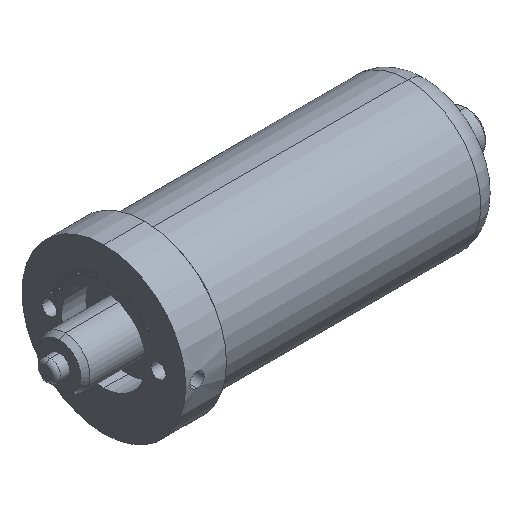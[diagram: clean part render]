
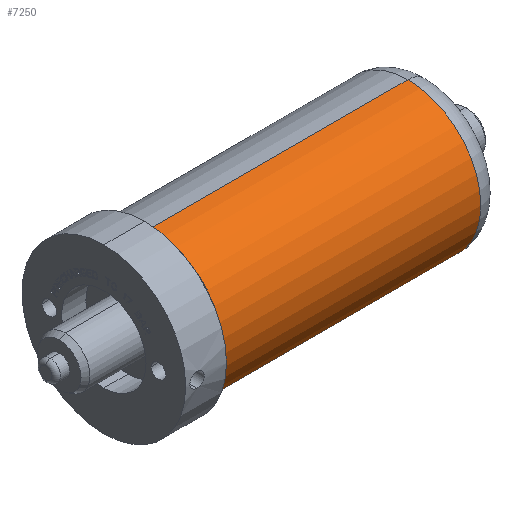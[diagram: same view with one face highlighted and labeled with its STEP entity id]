
A CAD part, isometric view. The second image highlights one B-rep face of the part: STEP entity #7250.
In plain terms, the highlighted cylindrical face has radius 25.4 mm (diameter 50.8 mm), a partial arc.
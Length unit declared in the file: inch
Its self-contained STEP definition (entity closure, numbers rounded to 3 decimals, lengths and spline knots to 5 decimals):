
#256=DIRECTION('',(1.,0.,0.));
#257=VECTOR('',#256,3.526);
#258=CARTESIAN_POINT('',(-4.356,0.,-1.));
#259=LINE('',#258,#257);
#260=DIRECTION('',(1.,0.,0.));
#261=VECTOR('',#260,3.526);
#262=CARTESIAN_POINT('',(-4.356,0.,1.));
#263=LINE('',#262,#261);
#264=CARTESIAN_POINT('',(-0.83,0.,0.));
#265=DIRECTION('',(1.,0.,0.));
#266=DIRECTION('',(0.,0.,1.));
#267=AXIS2_PLACEMENT_3D('',#264,#265,#266);
#289=CARTESIAN_POINT('',(-4.356,0.,0.));
#290=DIRECTION('',(1.,0.,0.));
#291=DIRECTION('',(0.,0.,1.));
#292=AXIS2_PLACEMENT_3D('',#289,#290,#291);
#5238=CARTESIAN_POINT('',(-4.356,0.,-1.));
#5239=CARTESIAN_POINT('',(-0.83,0.,-1.));
#5240=VERTEX_POINT('',#5238);
#5241=VERTEX_POINT('',#5239);
#5266=CARTESIAN_POINT('',(-4.356,0.,1.));
#5267=CARTESIAN_POINT('',(-0.83,0.,1.));
#5268=VERTEX_POINT('',#5266);
#5269=VERTEX_POINT('',#5267);
#7236=CARTESIAN_POINT('',(0.,0.,0.));
#7237=DIRECTION('',(1.,0.,0.));
#7238=DIRECTION('',(0.,0.,1.));
#7239=AXIS2_PLACEMENT_3D('',#7236,#7237,#7238);
#7240=CYLINDRICAL_SURFACE('',#7239,1.);
#7242=ORIENTED_EDGE('',*,*,#7241,.F.);
#7244=ORIENTED_EDGE('',*,*,#7243,.F.);
#7246=ORIENTED_EDGE('',*,*,#7245,.T.);
#7247=ORIENTED_EDGE('',*,*,#7229,.T.);
#7248=EDGE_LOOP('',(#7242,#7244,#7246,#7247));
#7249=FACE_OUTER_BOUND('',#7248,.F.);
#268=CIRCLE('',#267,1.);
#293=CIRCLE('',#292,1.);
#7229=EDGE_CURVE('',#5269,#5241,#268,.T.);
#7241=EDGE_CURVE('',#5240,#5241,#259,.T.);
#7243=EDGE_CURVE('',#5268,#5240,#293,.T.);
#7245=EDGE_CURVE('',#5268,#5269,#263,.T.);
#7250=ADVANCED_FACE('',(#7249),#7240,.T.);
